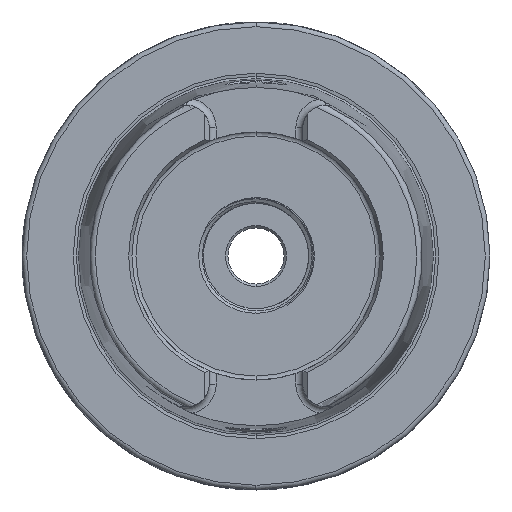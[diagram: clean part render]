
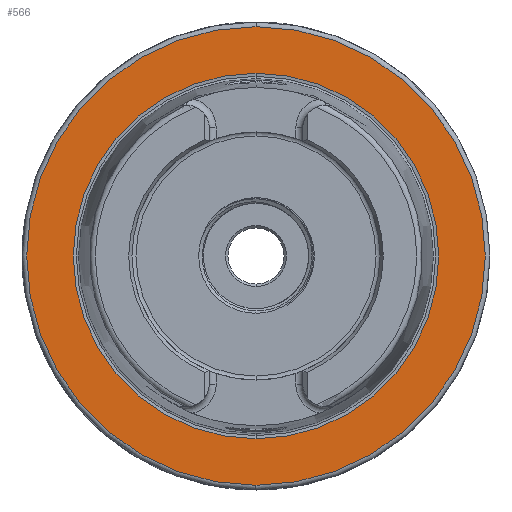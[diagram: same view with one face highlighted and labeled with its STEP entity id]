
A CAD part, left-side view. The second image highlights one B-rep face of the part: STEP entity #566.
In plain terms, the highlighted planar face has unit normal (-1, 0, 0).
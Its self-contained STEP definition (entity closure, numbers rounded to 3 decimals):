
#141 = EDGE_LOOP ( 'NONE', ( #2172, #2171 ) ) ;
#142 = EDGE_LOOP ( 'NONE', ( #2169, #2170 ) ) ;
#172 = EDGE_CURVE ( 'NONE', #20996, #3851, #3465, .T. ) ;
#279 = EDGE_CURVE ( 'NONE', #3829, #2602, #2259, .T. ) ;
#566 = ADVANCED_FACE ( 'NONE', ( #15912, #15915 ), #8313, .T. ) ;
#691 = AXIS2_PLACEMENT_3D ( 'NONE', #18893, #18894, #18895 ) ;
#1481 = EDGE_CURVE ( 'NONE', #3851, #20996, #16529, .T. ) ;
#1482 = EDGE_CURVE ( 'NONE', #2602, #3829, #16530, .T. ) ;
#2169 = ORIENTED_EDGE ( 'NONE', *, *, #172, .T. ) ;
#2170 = ORIENTED_EDGE ( 'NONE', *, *, #1481, .T. ) ;
#2171 = ORIENTED_EDGE ( 'NONE', *, *, #1482, .T. ) ;
#2172 = ORIENTED_EDGE ( 'NONE', *, *, #279, .T. ) ;
#2259 = CIRCLE ( 'NONE', #10352, 49. ) ;
#2602 = VERTEX_POINT ( 'NONE', #3390 ) ;
#3390 = CARTESIAN_POINT ( 'NONE',  ( 0., 0., -49. ) ) ;
#3465 = CIRCLE ( 'NONE', #691, 39.054 ) ;
#3639 = AXIS2_PLACEMENT_3D ( 'NONE', #10785, #10786, #10787 ) ;
#3829 = VERTEX_POINT ( 'NONE', #9586 ) ;
#3851 = VERTEX_POINT ( 'NONE', #9597 ) ;
#7830 = CARTESIAN_POINT ( 'NONE',  ( 0., 0., 39.054 ) ) ;
#8313 = PLANE ( 'NONE',  #15917 ) ;
#8314 = CARTESIAN_POINT ( 'NONE',  ( 0., 39.054, 0. ) ) ;
#8315 = DIRECTION ( 'NONE',  ( -1., 0., 0. ) ) ;
#8316 = DIRECTION ( 'NONE',  ( 0., 0., 1. ) ) ;
#9586 = CARTESIAN_POINT ( 'NONE',  ( 0., 0., 49. ) ) ;
#9597 = CARTESIAN_POINT ( 'NONE',  ( 0., 0., -39.054 ) ) ;
#10352 = AXIS2_PLACEMENT_3D ( 'NONE', #18560, #18561, #18562 ) ;
#10785 = CARTESIAN_POINT ( 'NONE',  ( 0., 0., 0. ) ) ;
#10786 = DIRECTION ( 'NONE',  ( 1., 0., 0. ) ) ;
#10787 = DIRECTION ( 'NONE',  ( 0., 0., -1. ) ) ;
#10788 = CARTESIAN_POINT ( 'NONE',  ( 0., 0., 0. ) ) ;
#10789 = DIRECTION ( 'NONE',  ( -1., 0., 0. ) ) ;
#10790 = DIRECTION ( 'NONE',  ( 0., 0., 1. ) ) ;
#15912 = FACE_OUTER_BOUND ( 'NONE', #141, .T. ) ;
#15915 = FACE_BOUND ( 'NONE', #142, .T. ) ;
#15917 = AXIS2_PLACEMENT_3D ( 'NONE', #8314, #8315, #8316 ) ;
#16529 = CIRCLE ( 'NONE', #3639, 39.054 ) ;
#16530 = CIRCLE ( 'NONE', #19968, 49. ) ;
#18560 = CARTESIAN_POINT ( 'NONE',  ( 0., 0., 0. ) ) ;
#18561 = DIRECTION ( 'NONE',  ( -1., 0., 0. ) ) ;
#18562 = DIRECTION ( 'NONE',  ( 0., 0., 1. ) ) ;
#18893 = CARTESIAN_POINT ( 'NONE',  ( 0., 0., 0. ) ) ;
#18894 = DIRECTION ( 'NONE',  ( 1., 0., 0. ) ) ;
#18895 = DIRECTION ( 'NONE',  ( 0., 0., -1. ) ) ;
#19968 = AXIS2_PLACEMENT_3D ( 'NONE', #10788, #10789, #10790 ) ;
#20996 = VERTEX_POINT ( 'NONE', #7830 ) ;
